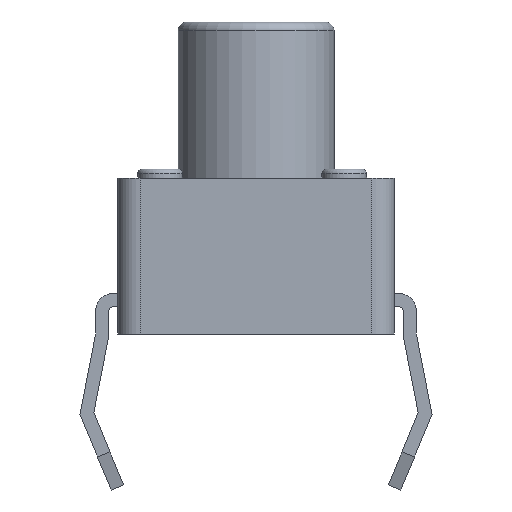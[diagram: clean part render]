
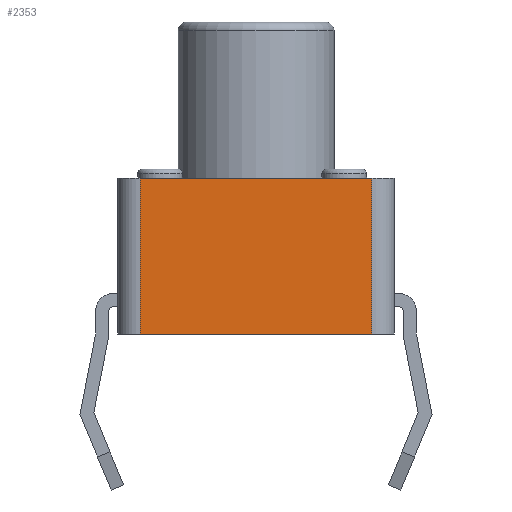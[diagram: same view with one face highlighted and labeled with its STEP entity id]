
A CAD part, front view. The second image highlights one B-rep face of the part: STEP entity #2353.
In plain terms, the highlighted planar face has unit normal (0, -1, 0).
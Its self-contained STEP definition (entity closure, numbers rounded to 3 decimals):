
#29 = LINE ( 'NONE', #839, #2968 ) ;
#197 = PLANE ( 'NONE',  #1250 ) ;
#461 = CARTESIAN_POINT ( 'NONE',  ( 2.6, -3.1, 0. ) ) ;
#490 = VERTEX_POINT ( 'NONE', #738 ) ;
#507 = VERTEX_POINT ( 'NONE', #461 ) ;
#629 = VECTOR ( 'NONE', #2927, 1000. ) ;
#738 = CARTESIAN_POINT ( 'NONE',  ( -2.6, -3.1, 3.5 ) ) ;
#797 = CARTESIAN_POINT ( 'NONE',  ( -2.6, -3.1, 0. ) ) ;
#839 = CARTESIAN_POINT ( 'NONE',  ( -3.1, -3.1, 3.5 ) ) ;
#881 = EDGE_CURVE ( 'NONE', #507, #2403, #1275, .T. ) ;
#967 = FACE_OUTER_BOUND ( 'NONE', #3168, .T. ) ;
#1250 = AXIS2_PLACEMENT_3D ( 'NONE', #1336, #3271, #1602 ) ;
#1275 = LINE ( 'NONE', #3572, #3326 ) ;
#1336 = CARTESIAN_POINT ( 'NONE',  ( -3.1, -3.1, 3.5 ) ) ;
#1364 = LINE ( 'NONE', #2356, #629 ) ;
#1582 = ORIENTED_EDGE ( 'NONE', *, *, #3221, .F. ) ;
#1602 = DIRECTION ( 'NONE',  ( 0., 0., 1. ) ) ;
#1793 = ORIENTED_EDGE ( 'NONE', *, *, #3013, .T. ) ;
#1893 = EDGE_CURVE ( 'NONE', #3183, #507, #2700, .T. ) ;
#1969 = VECTOR ( 'NONE', #2268, 1000. ) ;
#2268 = DIRECTION ( 'NONE',  ( 1., 0., 0. ) ) ;
#2353 = ADVANCED_FACE ( 'NONE', ( #967 ), #197, .F. ) ;
#2356 = CARTESIAN_POINT ( 'NONE',  ( -2.6, -3.1, 3.5 ) ) ;
#2370 = ORIENTED_EDGE ( 'NONE', *, *, #1893, .T. ) ;
#2403 = VERTEX_POINT ( 'NONE', #2996 ) ;
#2700 = LINE ( 'NONE', #2825, #1969 ) ;
#2825 = CARTESIAN_POINT ( 'NONE',  ( -3.1, -3.1, 0. ) ) ;
#2927 = DIRECTION ( 'NONE',  ( 0., 0., -1. ) ) ;
#2968 = VECTOR ( 'NONE', #3613, 1000. ) ;
#2996 = CARTESIAN_POINT ( 'NONE',  ( 2.6, -3.1, 3.5 ) ) ;
#2997 = ORIENTED_EDGE ( 'NONE', *, *, #881, .T. ) ;
#3013 = EDGE_CURVE ( 'NONE', #490, #3183, #1364, .T. ) ;
#3168 = EDGE_LOOP ( 'NONE', ( #2370, #2997, #1582, #1793 ) ) ;
#3183 = VERTEX_POINT ( 'NONE', #797 ) ;
#3221 = EDGE_CURVE ( 'NONE', #490, #2403, #29, .T. ) ;
#3271 = DIRECTION ( 'NONE',  ( 0., 1., 0. ) ) ;
#3282 = DIRECTION ( 'NONE',  ( 0., 0., 1. ) ) ;
#3326 = VECTOR ( 'NONE', #3282, 1000. ) ;
#3572 = CARTESIAN_POINT ( 'NONE',  ( 2.6, -3.1, 3.5 ) ) ;
#3613 = DIRECTION ( 'NONE',  ( 1., 0., 0. ) ) ;
